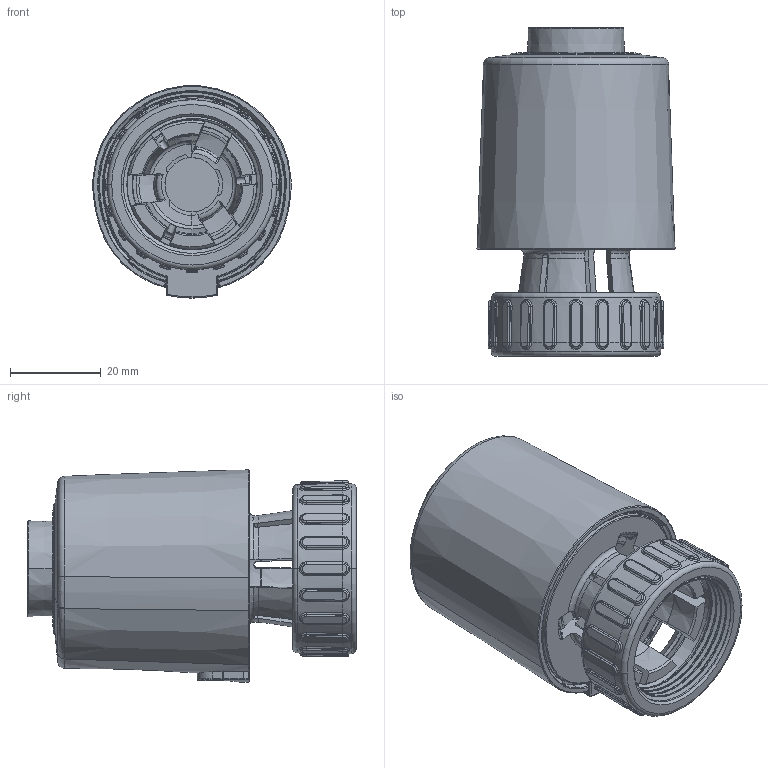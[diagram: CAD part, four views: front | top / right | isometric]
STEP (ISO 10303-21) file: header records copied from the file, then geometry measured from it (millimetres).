
FILE_DESCRIPTION((''),'2;1');
FILE_NAME('TWA-Q_NO_STROKE0_ASM_ASM','2022-04-29T15:46:25',('U371517'),(''),'CREO PARAMETRIC BY PTC INC, 2020342','CREO PARAMETRIC BY PTC INC, 2020342','');
FILE_SCHEMA(('AUTOMOTIVE_DESIGN { 1 0 10303 214 1 1 1 1 }'));
Length unit declared in the file: millimetre
Products named in the file (6): 082F1717_1; 082F1700_1_1; 082F1701_1_1; 082F1705_1; TWA-Q_NO_STROKE0_ASM_1_ASM; TWA-Q_NO_STROKE0_ASM_ASM
Assembly tree (5 placements, depth 3):
  TWA-Q_NO_STROKE0_ASM_ASM
    TWA-Q_NO_STROKE0_ASM_1_ASM
      082F1717_1
      082F1700_1_1
      082F1701_1_1
      082F1705_1
Bounding box: 43.77 x 72.48 x 46.81 mm (x, y, z)
Volume: 28771.1 mm3; surface area: 31253.8 mm2
Topology: 4 solids, 6 shells, 2216 faces, 5691 edges, 3404 vertices
Faces by surface type: bspline 658, cylinder 513, torus 479, plane 274, cone 205, sphere 87
Entity records: 131766 total; most frequent: CARTESIAN_POINT 61744, ORIENTED_EDGE 11020, DIRECTION 8856, PRESENTATION_STYLE_ASSIGNMENT 5921, STYLED_ITEM 5724, CURVE_STYLE 5718, EDGE_CURVE 5514, AXIS2_PLACEMENT_3D 3916
